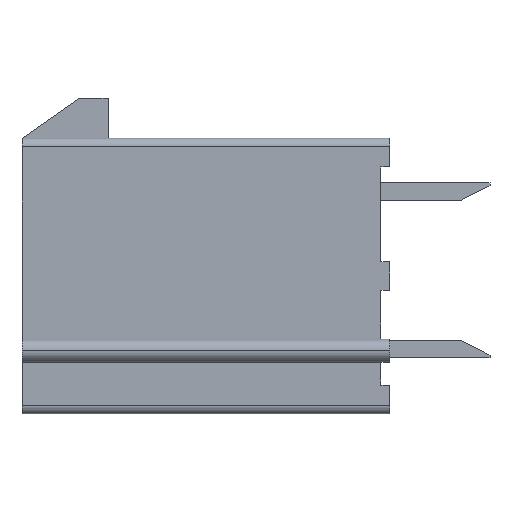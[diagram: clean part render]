
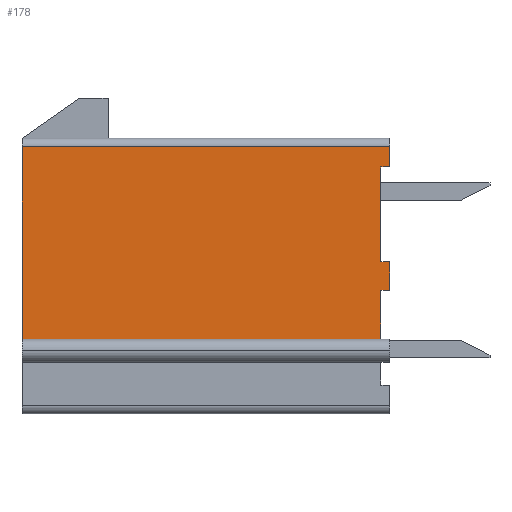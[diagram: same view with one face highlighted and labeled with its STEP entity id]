
A CAD part, left-side view. The second image highlights one B-rep face of the part: STEP entity #178.
In plain terms, the highlighted planar face has unit normal (-1, 0, 0).
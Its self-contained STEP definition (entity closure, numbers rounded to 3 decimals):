
#178=ADVANCED_FACE('',(#331),#332,.T.);
#331=FACE_OUTER_BOUND('',#497,.T.);
#332=PLANE('',#498);
#497=EDGE_LOOP('',(#1035,#1036,#1037,#1038,#1039,#1040,#1041,#1042,#1043,#1044));
#498=AXIS2_PLACEMENT_3D('',#1045,#1046,#1047);
#1035=ORIENTED_EDGE('',*,*,#1297,.T.);
#1036=ORIENTED_EDGE('',*,*,#1381,.T.);
#1037=ORIENTED_EDGE('',*,*,#1276,.T.);
#1038=ORIENTED_EDGE('',*,*,#1273,.T.);
#1039=ORIENTED_EDGE('',*,*,#1270,.T.);
#1040=ORIENTED_EDGE('',*,*,#1267,.T.);
#1041=ORIENTED_EDGE('',*,*,#1260,.T.);
#1042=ORIENTED_EDGE('',*,*,#1228,.T.);
#1043=ORIENTED_EDGE('',*,*,#1223,.T.);
#1044=ORIENTED_EDGE('',*,*,#1382,.T.);
#1045=CARTESIAN_POINT('',(-2.7,0.0,0.0));
#1046=DIRECTION('',(-1.0,0.0,0.0));
#1047=DIRECTION('',(0.0,0.0,1.0));
#1223=EDGE_CURVE('',#1452,#1453,#1454,.T.);
#1228=EDGE_CURVE('',#1462,#1452,#1463,.T.);
#1260=EDGE_CURVE('',#1520,#1462,#1521,.T.);
#1267=EDGE_CURVE('',#1530,#1520,#1531,.T.);
#1270=EDGE_CURVE('',#1534,#1530,#1535,.T.);
#1273=EDGE_CURVE('',#1538,#1534,#1539,.T.);
#1276=EDGE_CURVE('',#1542,#1538,#1543,.T.);
#1297=EDGE_CURVE('',#1575,#1573,#1576,.T.);
#1381=EDGE_CURVE('',#1573,#1542,#1716,.T.);
#1382=EDGE_CURVE('',#1453,#1575,#1717,.T.);
#1452=VERTEX_POINT('',#1814);
#1453=VERTEX_POINT('',#1815);
#1454=LINE('',#1816,#1817);
#1462=VERTEX_POINT('',#1828);
#1463=LINE('',#1829,#1830);
#1520=VERTEX_POINT('',#1918);
#1521=LINE('',#1919,#1920);
#1530=VERTEX_POINT('',#1935);
#1531=LINE('',#1936,#1937);
#1534=VERTEX_POINT('',#1942);
#1535=LINE('',#1943,#1944);
#1538=VERTEX_POINT('',#1949);
#1539=LINE('',#1950,#1951);
#1542=VERTEX_POINT('',#1956);
#1543=LINE('',#1957,#1958);
#1573=VERTEX_POINT('',#2003);
#1575=VERTEX_POINT('',#2005);
#1576=LINE('',#2006,#2007);
#1716=LINE('',#2229,#2230);
#1717=LINE('',#2231,#2232);
#1814=CARTESIAN_POINT('',(-2.7,0.0,3.8));
#1815=CARTESIAN_POINT('',(-2.7,0.0,4.5));
#1816=CARTESIAN_POINT('',(-2.7,0.0,3.8));
#1817=VECTOR('',#2309,0.7);
#1828=CARTESIAN_POINT('',(-2.7,0.3,3.8));
#1829=CARTESIAN_POINT('',(-2.7,0.3,3.8));
#1830=VECTOR('',#2316,0.3);
#1918=CARTESIAN_POINT('',(-2.7,0.3,0.5));
#1919=CARTESIAN_POINT('',(-2.7,0.3,0.5));
#1920=VECTOR('',#2348,3.3);
#1935=CARTESIAN_POINT('',(-2.7,0.0,0.5));
#1936=CARTESIAN_POINT('',(-2.7,0.0,0.5));
#1937=VECTOR('',#2355,0.3);
#1942=CARTESIAN_POINT('',(-2.7,0.0,-0.5));
#1943=CARTESIAN_POINT('',(-2.7,0.0,-0.5));
#1944=VECTOR('',#2358,1.0);
#1949=CARTESIAN_POINT('',(-2.7,0.3,-0.5));
#1950=CARTESIAN_POINT('',(-2.7,0.3,-0.5));
#1951=VECTOR('',#2361,0.3);
#1956=CARTESIAN_POINT('',(-2.7,0.3,-2.2));
#1957=CARTESIAN_POINT('',(-2.7,0.3,-2.2));
#1958=VECTOR('',#2364,1.7);
#2003=CARTESIAN_POINT('',(-2.7,12.8,-2.2));
#2005=CARTESIAN_POINT('',(-2.7,12.8,4.5));
#2006=CARTESIAN_POINT('',(-2.7,12.8,4.5));
#2007=VECTOR('',#2395,6.7);
#2229=CARTESIAN_POINT('',(-2.7,12.8,-2.2));
#2230=VECTOR('',#2481,12.5);
#2231=CARTESIAN_POINT('',(-2.7,0.0,4.5));
#2232=VECTOR('',#2482,12.8);
#2309=DIRECTION('',(0.0,0.0,1.0));
#2316=DIRECTION('',(0.0,-1.0,0.0));
#2348=DIRECTION('',(0.0,0.0,1.0));
#2355=DIRECTION('',(0.0,1.0,0.0));
#2358=DIRECTION('',(0.0,0.0,1.0));
#2361=DIRECTION('',(0.0,-1.0,0.0));
#2364=DIRECTION('',(0.0,0.0,1.0));
#2395=DIRECTION('',(0.0,0.0,-1.0));
#2481=DIRECTION('',(0.0,-1.0,0.0));
#2482=DIRECTION('',(0.0,1.0,0.0));
